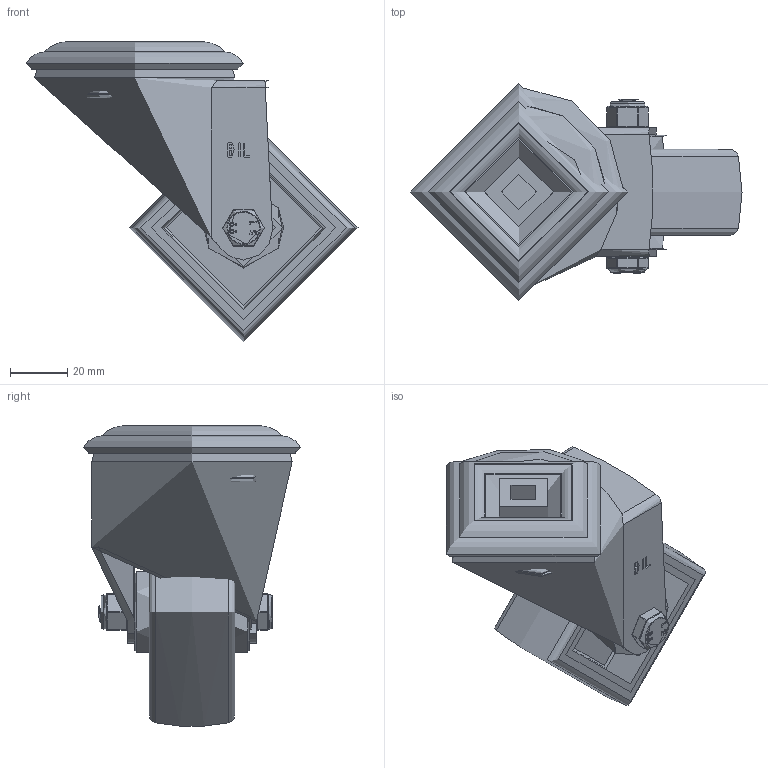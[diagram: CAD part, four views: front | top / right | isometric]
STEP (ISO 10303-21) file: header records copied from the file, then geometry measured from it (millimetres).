
FILE_DESCRIPTION(/* description */ ('','CAx-IF Rec.Pracs.---Representation and Presentation of Product Manufacturing Information (PMI)---4.0---2014-10-13'),/* implementation_level */ '2;1');
FILE_NAME(/* name */ 'BZMM80PNBBH12.step',/* time_stamp */ '2024-12-16T09:45:09Z',/* author */ (''),/* organization */ (''),/* preprocessor_version */ 'ST-DEVELOPER v20',/* originating_system */ 'Autodesk Translation Framework v13.20.0.188',/* authorisation */ '');
FILE_SCHEMA (('AP242_MANAGED_MODEL_BASED_3D_ENGINEERING_MIM_LF { 1 0 10303 442 1 1 4 }'));
Length unit declared in the file: millimetre
Products named in the file (20): BZMM80PNBBH12; BZMM80ASBH12 v1; ZINC PLATED, PRESSED STEEL FORKS; ZINC PLATED, PRESSED STEEL TOP PLATE; BZMM80WPNRB v2; NYLON RIM; TYRE; CAP; ROLLER BEARING; NYLON CAGE; Pattern; Component21; TUBEM12X40 v1; ZINC PLATED STEEL TUBE; HEXBOLTM8X55Z8.8 v2; GRADE 8.8 ZINC PLATED BOLT; NYLOCM8Z v1; NYLOC NUT; NUT; RUBBER
Assembly tree (24 placements, depth 5):
  BZMM80PNBBH12
    BZMM80ASBH12 v1
      ZINC PLATED, PRESSED STEEL FORKS
      ZINC PLATED, PRESSED STEEL TOP PLATE
    BZMM80WPNRB v2
      NYLON RIM
      TYRE
      CAP
      ROLLER BEARING
        NYLON CAGE
        Pattern
          Component21  x6
    TUBEM12X40 v1
      ZINC PLATED STEEL TUBE
    HEXBOLTM8X55Z8.8 v2
      GRADE 8.8 ZINC PLATED BOLT
    NYLOCM8Z v1
      NYLOC NUT
        NUT
        RUBBER
Bounding box: 116 x 76 x 104.86 mm (x, y, z)
Volume: 156556.1 mm3; surface area: 92603.4 mm2
Topology: 16 solids, 16 shells, 420 faces, 1009 edges, 633 vertices
Faces by surface type: plane 165, cylinder 152, bspline 39, torus 27, sphere 24, cone 13
Full cylindrical faces by diameter (mm): 0.664 x2, 5.5 x6, 6.446 x7, 7.866 x13, 8 x3, 8.2 x2, 8.4 x1, 8.6 x2, 11.5 x1, 11.9 x1, 12.1 x1, 12.2 x1, 12.5 x2, 13 x1, 20 x1, 21.313 x1, 22.5 x3, 24 x3, 28 x2, 38 x1, 49.5 x1, 64 x2, 65 x1, 70 x1, 72 x1
Entity records: 18312 total; most frequent: CARTESIAN_POINT 8315, DIRECTION 1993, ORIENTED_EDGE 1976, EDGE_CURVE 988, AXIS2_PLACEMENT_3D 772, VERTEX_POINT 623, EDGE_LOOP 457, LINE 449
